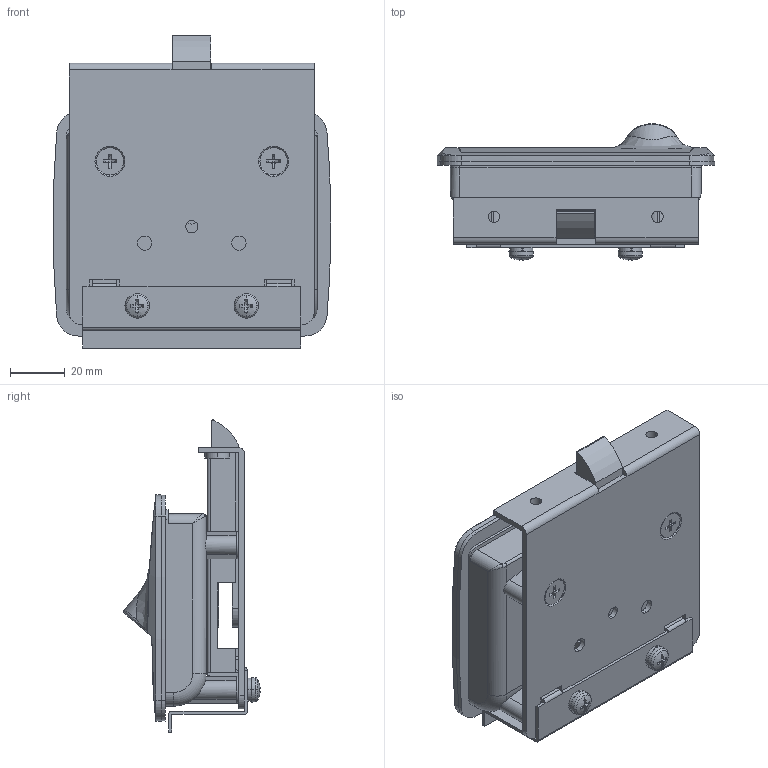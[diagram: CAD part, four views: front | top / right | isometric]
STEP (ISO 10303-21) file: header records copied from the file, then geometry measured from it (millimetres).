
FILE_DESCRIPTION (( 'STEP AP203' ), '1' );
FILE_NAME ('A-151R-F-1-1-TAK60.STEP', '2020-02-13T07:38:48', ( '' ), ( '' ), 'SwSTEP 2.0', 'SolidWorks 2018', '' );
FILE_SCHEMA (( 'CONFIG_CONTROL_DESIGN' ));
Length unit declared in the file: millimetre
Products named in the file (14): A-151R-F-1-1-TAK60_十字穴付小ねじ_内径基準ver1.02__M5x10十字穴付なべ小ねじ(鉄)SWシングルセムス(P2); A-151R-F-1-1-TAK60_本体_; A-151R-F-1-1-TAK60_プレート（ガイド）_; A-151R-F-1-1-TAK60_ラッチ_; A-151R-F-1-1-TAK60_シャフト_; A-151R-F-1-1-TAK60_忣窈廆; A-151R-F-1-1-TAK60_十字穴付皿小ねじ_内径基準ver1.02__M4x8十字穴付小頭皿小ねじ(SUS)サッシビス; A-151R-F-1-1-TAK60_押え板_; ダミーローター__#TAK60-4-0_; A-151R-F-1-1-TAK60_十字穴付皿小ねじ_内径基準ver1.02__M5x10十字穴付皿小ねじ(鉄); A-151R-F-1-1-TAK60; A-151R-F-1-1-TAK60_ハンドル_; A-151R-F-1-1-TAK60_シャフトホルダー_; A-151R-F-1-1-TAK60_プレート_
Assembly tree (20 placements, depth 2):
  A-151R-F-1-1-TAK60
    A-151R-F-1-1-TAK60_本体_
    A-151R-F-1-1-TAK60_ハンドル_
    A-151R-F-1-1-TAK60_シャフト_
    A-151R-F-1-1-TAK60_忣窈廆
    A-151R-F-1-1-TAK60_プレート（ガイド）_
    A-151R-F-1-1-TAK60_プレート_
    A-151R-F-1-1-TAK60_ラッチ_
    A-151R-F-1-1-TAK60_押え板_
    A-151R-F-1-1-TAK60_シャフトホルダー_
    A-151R-F-1-1-TAK60_十字穴付小ねじ_内径基準ver1.02__M5x10十字穴付なべ小ねじ(鉄)SWシングルセムス(P2)  x2
    A-151R-F-1-1-TAK60_十字穴付皿小ねじ_内径基準ver1.02__M5x10十字穴付皿小ねじ(鉄)  x4
    ダミーローター__#TAK60-4-0_
    A-151R-F-1-1-TAK60_十字穴付皿小ねじ_内径基準ver1.02__M4x8十字穴付小頭皿小ねじ(SUS)サッシビス  x4
Bounding box: 101.84 x 49.98 x 114.5 mm (x, y, z)
Volume: 101794.7 mm3; surface area: 92974 mm2
Topology: 20 solids, 20 shells, 958 faces, 2495 edges, 1602 vertices
Faces by surface type: plane 490, cylinder 332, cone 92, torus 24, bspline 12, sphere 8
Entity records: 24852 total; most frequent: CARTESIAN_POINT 5686, DIRECTION 3706, ORIENTED_EDGE 3638, EDGE_CURVE 1819, AXIS2_PLACEMENT_3D 1323, VERTEX_POINT 1170, VECTOR 1060, LINE 1060
